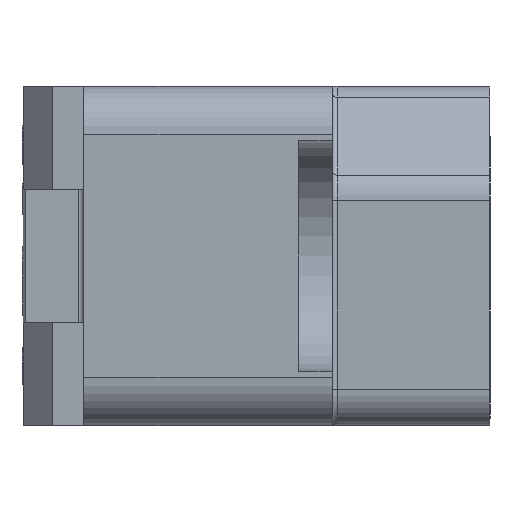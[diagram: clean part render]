
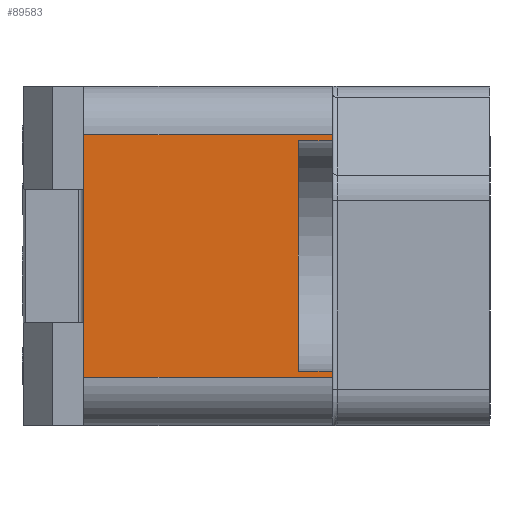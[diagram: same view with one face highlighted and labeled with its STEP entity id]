
A CAD part, left-side view. The second image highlights one B-rep face of the part: STEP entity #89583.
In plain terms, the highlighted planar face has unit normal (-1, 0, 0).
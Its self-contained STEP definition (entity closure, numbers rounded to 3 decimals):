
#3351=DIRECTION('',(0.,0.,-1.));
#3352=VECTOR('',#3351,10.);
#3353=CARTESIAN_POINT('',(-40.,10.25,5.));
#3354=LINE('',#3353,#3352);
#3454=DIRECTION('',(0.,-1.,0.));
#3455=VECTOR('',#3454,10.25);
#3456=CARTESIAN_POINT('',(-40.,10.25,5.));
#3457=LINE('',#3456,#3455);
#29329=DIRECTION('',(0.,1.,0.));
#29330=VECTOR('',#29329,10.25);
#29331=CARTESIAN_POINT('',(-40.,0.,-5.));
#29332=LINE('',#29331,#29330);
#29338=DIRECTION('',(0.,0.,1.));
#29339=VECTOR('',#29338,9.5);
#29340=CARTESIAN_POINT('',(-40.,1.4,-4.75));
#29341=LINE('',#29340,#29339);
#29342=DIRECTION('',(0.,1.,0.));
#29343=VECTOR('',#29342,1.4);
#29344=CARTESIAN_POINT('',(-40.,0.,-4.75));
#29345=LINE('',#29344,#29343);
#29346=DIRECTION('',(0.,0.,-1.));
#29347=VECTOR('',#29346,0.25);
#29348=CARTESIAN_POINT('',(-40.,0.,-4.75));
#29349=LINE('',#29348,#29347);
#29350=DIRECTION('',(0.,0.,-1.));
#29351=VECTOR('',#29350,0.25);
#29352=CARTESIAN_POINT('',(-40.,0.,5.));
#29353=LINE('',#29352,#29351);
#29354=DIRECTION('',(0.,1.,0.));
#29355=VECTOR('',#29354,1.4);
#29356=CARTESIAN_POINT('',(-40.,0.,4.75));
#29357=LINE('',#29356,#29355);
#38734=CARTESIAN_POINT('',(-40.,0.,5.));
#38735=VERTEX_POINT('',#38734);
#38736=CARTESIAN_POINT('',(-40.,10.25,5.));
#38737=VERTEX_POINT('',#38736);
#38742=CARTESIAN_POINT('',(-40.,10.25,-5.));
#38743=VERTEX_POINT('',#38742);
#38744=CARTESIAN_POINT('',(-40.,0.,-5.));
#38745=VERTEX_POINT('',#38744);
#38762=CARTESIAN_POINT('',(-40.,0.,-4.75));
#38764=VERTEX_POINT('',#38762);
#38768=CARTESIAN_POINT('',(-40.,0.,4.75));
#38769=VERTEX_POINT('',#38768);
#38770=CARTESIAN_POINT('',(-40.,1.4,-4.75));
#38771=CARTESIAN_POINT('',(-40.,1.4,4.75));
#38772=VERTEX_POINT('',#38770);
#38773=VERTEX_POINT('',#38771);
#89565=CARTESIAN_POINT('',(-40.,0.,7.));
#89566=DIRECTION('',(-1.,0.,0.));
#89567=DIRECTION('',(0.,1.,0.));
#89568=AXIS2_PLACEMENT_3D('',#89565,#89566,#89567);
#89569=PLANE('',#89568);
#89571=ORIENTED_EDGE('',*,*,#89570,.F.);
#89573=ORIENTED_EDGE('',*,*,#89572,.F.);
#89574=ORIENTED_EDGE('',*,*,#51649,.T.);
#89575=ORIENTED_EDGE('',*,*,#89559,.T.);
#89576=ORIENTED_EDGE('',*,*,#51551,.F.);
#89577=ORIENTED_EDGE('',*,*,#51633,.T.);
#89578=ORIENTED_EDGE('',*,*,#51657,.T.);
#89580=ORIENTED_EDGE('',*,*,#89579,.T.);
#89581=EDGE_LOOP('',(#89571,#89573,#89574,#89575,#89576,#89577,#89578,#89580));
#89582=FACE_OUTER_BOUND('',#89581,.F.);
#89583=ADVANCED_FACE('',(#89582),#89569,.T.);
#51551=EDGE_CURVE('',#38737,#38743,#3354,.T.);
#51633=EDGE_CURVE('',#38737,#38735,#3457,.T.);
#51649=EDGE_CURVE('',#38764,#38745,#29349,.T.);
#51657=EDGE_CURVE('',#38735,#38769,#29353,.T.);
#89559=EDGE_CURVE('',#38745,#38743,#29332,.T.);
#89570=EDGE_CURVE('',#38772,#38773,#29341,.T.);
#89572=EDGE_CURVE('',#38764,#38772,#29345,.T.);
#89579=EDGE_CURVE('',#38769,#38773,#29357,.T.);
